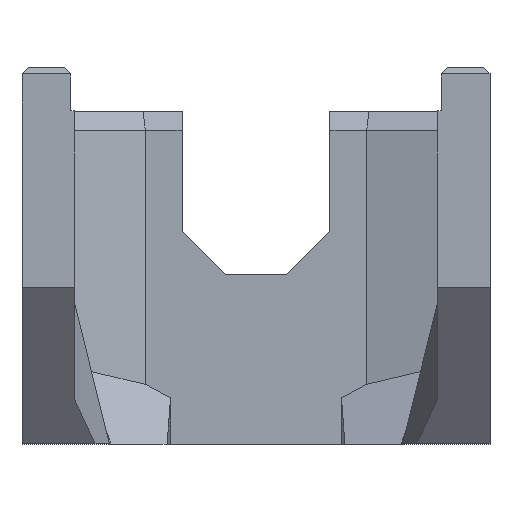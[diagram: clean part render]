
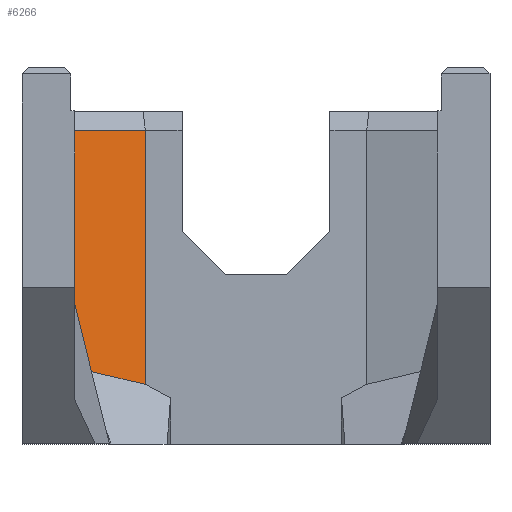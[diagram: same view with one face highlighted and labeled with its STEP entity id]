
A CAD part, top view. The second image highlights one B-rep face of the part: STEP entity #6266.
In plain terms, the highlighted planar face has unit normal (0.242, 0, 0.97).
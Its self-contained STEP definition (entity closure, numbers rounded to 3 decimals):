
#981 = PLANE('',#982);
#982 = AXIS2_PLACEMENT_3D('',#983,#984,#985);
#983 = CARTESIAN_POINT('',(16.379,-50.691,
    26.693));
#984 = DIRECTION('',(0.,0.,1.));
#985 = DIRECTION('',(-1.,0.,0.));
#1037 = PLANE('',#1038);
#1038 = AXIS2_PLACEMENT_3D('',#1039,#1040,#1041);
#1039 = CARTESIAN_POINT('',(-15.152,-47.923,
    30.545));
#1040 = DIRECTION('',(-0.325,-0.609,-0.724));
#1041 = DIRECTION('',(0.071,0.747,-0.66)
  );
#1065 = PLANE('',#1066);
#1066 = AXIS2_PLACEMENT_3D('',#1067,#1068,#1069);
#1067 = CARTESIAN_POINT('',(-15.609,-51.85,
    0.75));
#1068 = DIRECTION('',(0.858,0.469,0.208));
#1069 = DIRECTION('',(0.235,0.,-0.972
    ));
#3292 = VERTEX_POINT('',#3293);
#3293 = CARTESIAN_POINT('',(-29.775,-38.573,
    29.236));
#3314 = EDGE_CURVE('',#3292,#3315,#3317,.T.);
#3315 = VERTEX_POINT('',#3316);
#3316 = CARTESIAN_POINT('',(-33.75,-31.745,
    30.227));
#3317 = SURFACE_CURVE('',#3318,(#3322,#3329),.PCURVE_S1.);
#3318 = LINE('',#3319,#3320);
#3319 = CARTESIAN_POINT('',(-20.338,-54.78,
    26.884));
#3320 = VECTOR('',#3321,1.);
#3321 = DIRECTION('',(-0.499,0.857,0.124));
#3322 = PCURVE('',#1065,#3323);
#3323 = DEFINITIONAL_REPRESENTATION('',(#3324),#3328);
#3324 = LINE('',#3325,#3326);
#3325 = CARTESIAN_POINT('',(-26.512,-3.318));
#3326 = VECTOR('',#3327,1.);
#3327 = DIRECTION('',(-0.239,0.971));
#3328 = ( GEOMETRIC_REPRESENTATION_CONTEXT(2) 
PARAMETRIC_REPRESENTATION_CONTEXT() REPRESENTATION_CONTEXT('2D SPACE',''
  ) );
#3329 = PCURVE('',#3330,#3335);
#3330 = PLANE('',#3331);
#3331 = AXIS2_PLACEMENT_3D('',#3332,#3333,#3334);
#3332 = CARTESIAN_POINT('',(-19.573,-50.691,
    26.693));
#3333 = DIRECTION('',(0.242,0.,0.97));
#3334 = DIRECTION('',(-0.97,0.,0.242));
#3335 = DEFINITIONAL_REPRESENTATION('',(#3336),#3340);
#3336 = LINE('',#3337,#3338);
#3337 = CARTESIAN_POINT('',(0.788,4.089));
#3338 = VECTOR('',#3339,1.);
#3339 = DIRECTION('',(0.515,-0.857));
#3340 = ( GEOMETRIC_REPRESENTATION_CONTEXT(2) 
PARAMETRIC_REPRESENTATION_CONTEXT() REPRESENTATION_CONTEXT('2D SPACE',''
  ) );
#3358 = PLANE('',#3359);
#3359 = AXIS2_PLACEMENT_3D('',#3360,#3361,#3362);
#3360 = CARTESIAN_POINT('',(-33.75,-50.691,
    30.227));
#3361 = DIRECTION('',(0.945,0.,0.326));
#3362 = DIRECTION('',(-0.326,0.,0.945));
#3419 = EDGE_CURVE('',#3292,#3420,#3422,.T.);
#3420 = VERTEX_POINT('',#3421);
#3421 = CARTESIAN_POINT('',(-19.573,-40.986,
    26.693));
#3422 = SURFACE_CURVE('',#3423,(#3427,#3434),.PCURVE_S1.);
#3423 = LINE('',#3424,#3425);
#3424 = CARTESIAN_POINT('',(-16.265,-41.769,
    25.869));
#3425 = VECTOR('',#3426,1.);
#3426 = DIRECTION('',(0.946,-0.224,-0.236));
#3427 = PCURVE('',#1037,#3428);
#3428 = DEFINITIONAL_REPRESENTATION('',(#3429),#3433);
#3429 = LINE('',#3430,#3431);
#3430 = CARTESIAN_POINT('',(7.609,-1.754));
#3431 = VECTOR('',#3432,1.);
#3432 = DIRECTION('',(0.056,0.998));
#3433 = ( GEOMETRIC_REPRESENTATION_CONTEXT(2) 
PARAMETRIC_REPRESENTATION_CONTEXT() REPRESENTATION_CONTEXT('2D SPACE',''
  ) );
#3434 = PCURVE('',#3330,#3435);
#3435 = DEFINITIONAL_REPRESENTATION('',(#3436),#3440);
#3436 = LINE('',#3437,#3438);
#3437 = CARTESIAN_POINT('',(-3.41,-8.921));
#3438 = VECTOR('',#3439,1.);
#3439 = DIRECTION('',(-0.975,0.224));
#3440 = ( GEOMETRIC_REPRESENTATION_CONTEXT(2) 
PARAMETRIC_REPRESENTATION_CONTEXT() REPRESENTATION_CONTEXT('2D SPACE',''
  ) );
#3492 = EDGE_CURVE('',#3420,#3493,#3495,.T.);
#3493 = VERTEX_POINT('',#3494);
#3494 = CARTESIAN_POINT('',(-19.573,0.309,
    26.693));
#3495 = SURFACE_CURVE('',#3496,(#3500,#3507),.PCURVE_S1.);
#3496 = LINE('',#3497,#3498);
#3497 = CARTESIAN_POINT('',(-19.573,-50.691,
    26.693));
#3498 = VECTOR('',#3499,1.);
#3499 = DIRECTION('',(0.,1.,0.));
#3500 = PCURVE('',#981,#3501);
#3501 = DEFINITIONAL_REPRESENTATION('',(#3502),#3506);
#3502 = LINE('',#3503,#3504);
#3503 = CARTESIAN_POINT('',(35.952,0.));
#3504 = VECTOR('',#3505,1.);
#3505 = DIRECTION('',(0.,-1.));
#3506 = ( GEOMETRIC_REPRESENTATION_CONTEXT(2) 
PARAMETRIC_REPRESENTATION_CONTEXT() REPRESENTATION_CONTEXT('2D SPACE',''
  ) );
#3507 = PCURVE('',#3330,#3508);
#3508 = DEFINITIONAL_REPRESENTATION('',(#3509),#3513);
#3509 = LINE('',#3510,#3511);
#3510 = CARTESIAN_POINT('',(0.,0.));
#3511 = VECTOR('',#3512,1.);
#3512 = DIRECTION('',(0.,-1.));
#3513 = ( GEOMETRIC_REPRESENTATION_CONTEXT(2) 
PARAMETRIC_REPRESENTATION_CONTEXT() REPRESENTATION_CONTEXT('2D SPACE',''
  ) );
#5975 = PLANE('',#5976);
#5976 = AXIS2_PLACEMENT_3D('',#5977,#5978,#5979);
#5977 = CARTESIAN_POINT('',(-19.936,1.809,
    25.238));
#5978 = DIRECTION('',(0.171,0.707,0.686));
#5979 = DIRECTION('',(0.97,0.,-0.242)
  );
#6219 = EDGE_CURVE('',#3315,#6220,#6222,.T.);
#6220 = VERTEX_POINT('',#6221);
#6221 = CARTESIAN_POINT('',(-33.75,0.309,
    30.227));
#6222 = SURFACE_CURVE('',#6223,(#6227,#6234),.PCURVE_S1.);
#6223 = LINE('',#6224,#6225);
#6224 = CARTESIAN_POINT('',(-33.75,-50.691,
    30.227));
#6225 = VECTOR('',#6226,1.);
#6226 = DIRECTION('',(0.,1.,0.));
#6227 = PCURVE('',#3358,#6228);
#6228 = DEFINITIONAL_REPRESENTATION('',(#6229),#6233);
#6229 = LINE('',#6230,#6231);
#6230 = CARTESIAN_POINT('',(0.,0.));
#6231 = VECTOR('',#6232,1.);
#6232 = DIRECTION('',(0.,-1.));
#6233 = ( GEOMETRIC_REPRESENTATION_CONTEXT(2) 
PARAMETRIC_REPRESENTATION_CONTEXT() REPRESENTATION_CONTEXT('2D SPACE',''
  ) );
#6234 = PCURVE('',#3330,#6235);
#6235 = DEFINITIONAL_REPRESENTATION('',(#6236),#6240);
#6236 = LINE('',#6237,#6238);
#6237 = CARTESIAN_POINT('',(14.611,0.));
#6238 = VECTOR('',#6239,1.);
#6239 = DIRECTION('',(0.,-1.));
#6240 = ( GEOMETRIC_REPRESENTATION_CONTEXT(2) 
PARAMETRIC_REPRESENTATION_CONTEXT() REPRESENTATION_CONTEXT('2D SPACE',''
  ) );
#6266 = ADVANCED_FACE('',(#6267),#3330,.T.);
#6267 = FACE_BOUND('',#6268,.T.);
#6268 = EDGE_LOOP('',(#6269,#6270,#6271,#6272,#6273));
#6269 = ORIENTED_EDGE('',*,*,#6219,.F.);
#6270 = ORIENTED_EDGE('',*,*,#3314,.F.);
#6271 = ORIENTED_EDGE('',*,*,#3419,.T.);
#6272 = ORIENTED_EDGE('',*,*,#3492,.T.);
#6273 = ORIENTED_EDGE('',*,*,#6274,.T.);
#6274 = EDGE_CURVE('',#3493,#6220,#6275,.T.);
#6275 = SURFACE_CURVE('',#6276,(#6280,#6287),.PCURVE_S1.);
#6276 = LINE('',#6277,#6278);
#6277 = CARTESIAN_POINT('',(-19.573,0.309,
    26.693));
#6278 = VECTOR('',#6279,1.);
#6279 = DIRECTION('',(-0.97,0.,0.242));
#6280 = PCURVE('',#3330,#6281);
#6281 = DEFINITIONAL_REPRESENTATION('',(#6282),#6286);
#6282 = LINE('',#6283,#6284);
#6283 = CARTESIAN_POINT('',(0.,-51.));
#6284 = VECTOR('',#6285,1.);
#6285 = DIRECTION('',(1.,0.));
#6286 = ( GEOMETRIC_REPRESENTATION_CONTEXT(2) 
PARAMETRIC_REPRESENTATION_CONTEXT() REPRESENTATION_CONTEXT('2D SPACE',''
  ) );
#6287 = PCURVE('',#5975,#6288);
#6288 = DEFINITIONAL_REPRESENTATION('',(#6289),#6293);
#6289 = LINE('',#6290,#6291);
#6290 = CARTESIAN_POINT('',(0.,-2.121));
#6291 = VECTOR('',#6292,1.);
#6292 = DIRECTION('',(-1.,0.));
#6293 = ( GEOMETRIC_REPRESENTATION_CONTEXT(2) 
PARAMETRIC_REPRESENTATION_CONTEXT() REPRESENTATION_CONTEXT('2D SPACE',''
  ) );
